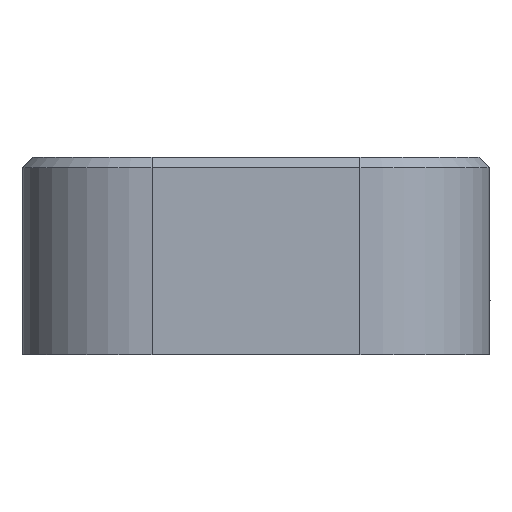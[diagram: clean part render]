
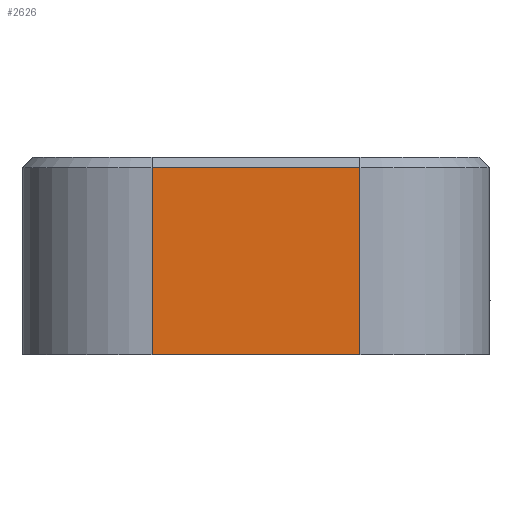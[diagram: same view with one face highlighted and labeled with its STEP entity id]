
A CAD part, left-side view. The second image highlights one B-rep face of the part: STEP entity #2626.
In plain terms, the highlighted planar face has unit normal (-1, 0, 0).
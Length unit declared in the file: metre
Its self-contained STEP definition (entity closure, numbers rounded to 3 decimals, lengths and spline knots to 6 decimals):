
#394=ORIENTED_EDGE('',*,*,#1056,.F.);
#395=ORIENTED_EDGE('',*,*,#1141,.F.);
#396=ORIENTED_EDGE('',*,*,#1134,.T.);
#397=ORIENTED_EDGE('',*,*,#1132,.F.);
#1056=EDGE_CURVE('',#1444,#1446,#1691,.T.);
#1132=EDGE_CURVE('',#1446,#1513,#1728,.T.);
#1134=EDGE_CURVE('',#1514,#1513,#1729,.T.);
#1141=EDGE_CURVE('',#1514,#1444,#1733,.T.);
#1444=VERTEX_POINT('',#3945);
#1446=VERTEX_POINT('',#3951);
#1513=VERTEX_POINT('',#4107);
#1514=VERTEX_POINT('',#4111);
#1691=LINE('',#3954,#1952);
#1728=LINE('',#4106,#1989);
#1729=LINE('',#4110,#1990);
#1733=LINE('',#4123,#1994);
#1952=VECTOR('',#3109,1.);
#1989=VECTOR('',#3246,1.);
#1990=VECTOR('',#3251,1.);
#1994=VECTOR('',#3263,1.);
#2223=EDGE_LOOP('',(#394,#395,#396,#397));
#2390=FACE_BOUND('',#2223,.T.);
#2541=PLANE('',#2847);
#2626=ADVANCED_FACE('',(#2390),#2541,.T.);
#2847=AXIS2_PLACEMENT_3D('',#4132,#3271,#3272);
#3109=DIRECTION('',(0.,-1.,0.));
#3246=DIRECTION('',(0.,0.,-1.));
#3251=DIRECTION('',(0.,-1.,0.));
#3263=DIRECTION('',(0.,0.,1.));
#3271=DIRECTION('',(-1.,0.,0.));
#3272=DIRECTION('',(0.,0.,1.));
#3945=CARTESIAN_POINT('',(-0.02845,0.035639,0.0107));
#3951=CARTESIAN_POINT('',(-0.02845,0.027639,0.0107));
#3954=CARTESIAN_POINT('',(-0.02845,0.036639,0.0107));
#4106=CARTESIAN_POINT('',(-0.02845,0.027639,0.0065));
#4107=CARTESIAN_POINT('',(-0.02845,0.027639,0.0035));
#4110=CARTESIAN_POINT('',(-0.02845,0.036639,0.0035));
#4111=CARTESIAN_POINT('',(-0.02845,0.035639,0.0035));
#4123=CARTESIAN_POINT('',(-0.02845,0.035639,0.0065));
#4132=CARTESIAN_POINT('',(-0.02845,0.041639,0.0065));
